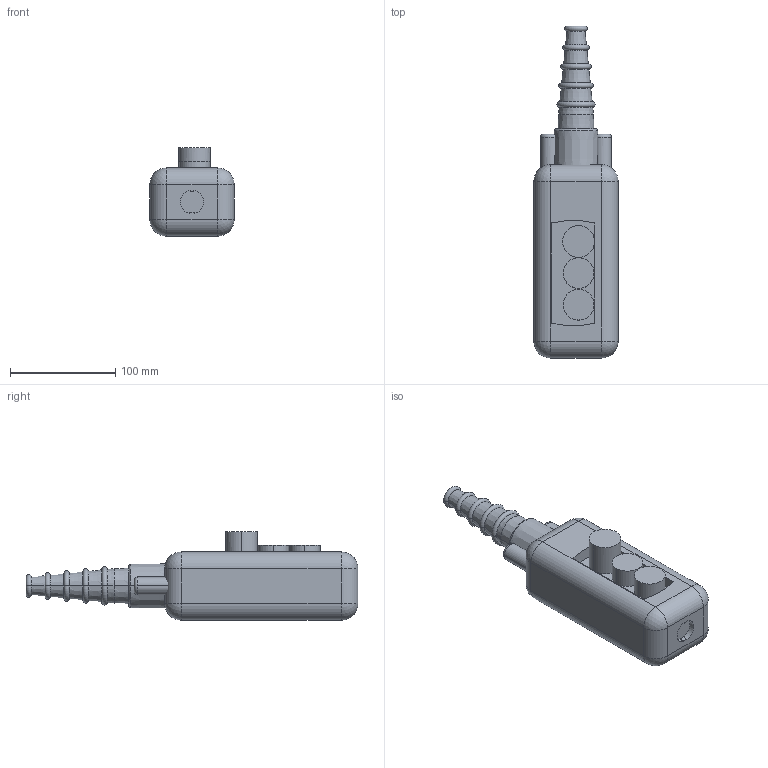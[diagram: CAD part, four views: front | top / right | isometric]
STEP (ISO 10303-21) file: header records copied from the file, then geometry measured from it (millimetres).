
FILE_DESCRIPTION((''),'2;1');
FILE_NAME('XACA2813-3D_ASM','2021-06-10T10:53:18',('SESA231899'),('Schneider-Electric'),'CREO PARAMETRIC BY PTC INC, 2019471','CREO PARAMETRIC BY PTC INC, 2019471','');
FILE_SCHEMA(('AP242_MANAGED_MODEL_BASED_3D_ENGINEERING_MIM_LF { 1 0 10303 442 1 1 4 }'));
Products named in the file (3): XACA2813-3D_PRT0001; XACA2813-3D_PRT0002; XACA2813-3D_ASM
Assembly tree (2 placements, depth 2):
  XACA2813-3D_ASM
    XACA2813-3D_PRT0001
    XACA2813-3D_PRT0002
Bounding box: 80.02 x 314.92 x 83.9 mm (x, y, z)
Volume: 1001492.3 mm3; surface area: 85708.6 mm2
Topology: 2 solids, 2 shells, 95 faces, 224 edges, 142 vertices
Faces by surface type: plane 29, cylinder 28, cone 14, torus 14, sphere 8, extrusion 2
Entity records: 58274 total; most frequent: CARTESIAN_POINT 54158, POLYLINE 924, DIRECTION 650, ORIENTED_EDGE 436, AXIS2_PLACEMENT_3D 279, EDGE_CURVE 218, VERTEX_POINT 130, CIRCLE 118
